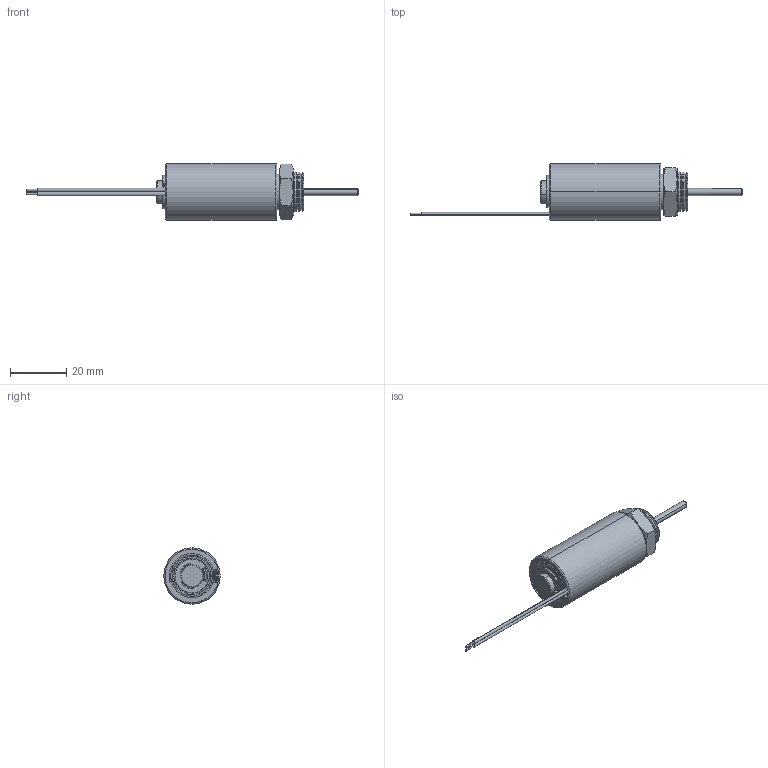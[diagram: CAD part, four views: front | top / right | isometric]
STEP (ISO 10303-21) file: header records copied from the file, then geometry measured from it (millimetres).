
FILE_DESCRIPTION (( 'STEP AP203' ), '1' );
FILE_NAME ('T1939S(+S).STEP', '2019-12-17T03:43:36', ( 'user' ), ( '' ), 'SwSTEP 2.0', 'SolidWorks 2011', '' );
FILE_SCHEMA (( 'CONFIG_CONTROL_DESIGN' ));
Length unit declared in the file: millimetre
Products named in the file (11): T1939S(+S); BD031181全壓縮; BD020601; BD070207; DB08329A; DA08202R; BB021302; DF083092; T1939S線圈組; BD10106R; BD08308R
Assembly tree (10 placements, depth 2):
  T1939S(+S)
    BD08308R
    BD020601
    BD10106R
    DA08202R
    DB08329A
    BD070207
    T1939S線圈組
    BD031181全壓縮
    DF083092
    BB021302
Bounding box: 117.7 x 20 x 20 mm (x, y, z)
Volume: 12142.4 mm3; surface area: 15754 mm2
Topology: 10 solids, 10 shells, 553 faces, 1359 edges, 851 vertices
Faces by surface type: plane 238, cylinder 200, cone 98, torus 12, bspline 5
Entity records: 24371 total; most frequent: CARTESIAN_POINT 9997, DIRECTION 2897, ORIENTED_EDGE 2714, EDGE_CURVE 1357, AXIS2_PLACEMENT_3D 1122, VERTEX_POINT 851, VECTOR 653, LINE 653
